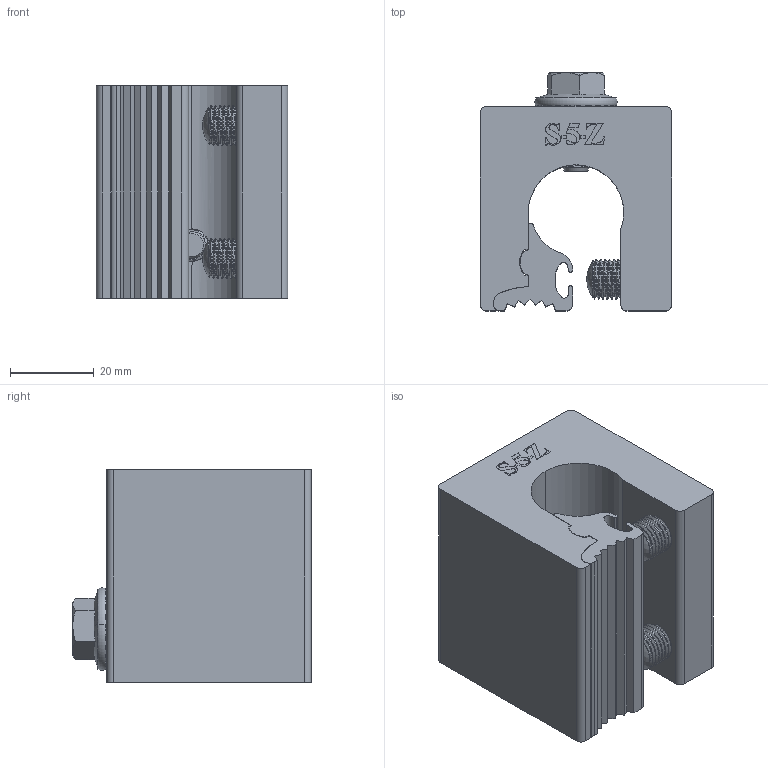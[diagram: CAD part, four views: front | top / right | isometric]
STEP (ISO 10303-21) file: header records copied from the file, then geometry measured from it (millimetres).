
FILE_DESCRIPTION (( 'STEP AP214' ), '1' );
FILE_NAME ('S-5-Z.STEP', '2016-04-14T18:21:45', ( '' ), ( '' ), 'SwSTEP 2.0', 'SolidWorks 2016', '' );
FILE_SCHEMA (( 'AUTOMOTIVE_DESIGN' ));
Length unit declared in the file: inch
Products named in the file (6): M8; S-5-Z Clamp; NONE_1_4; .800 SETSCREW; S-5-Z; NONE_1
Assembly tree (6 placements, depth 3):
  S-5-Z
    S-5-Z Clamp
      NONE_1
      NONE_1_4
    .800 SETSCREW  x2
    M8
Bounding box: 45.72 x 56.99 x 50.8 mm (x, y, z)
Volume: 84635.1 mm3; surface area: 25377.2 mm2
Topology: 5 solids, 5 shells, 866 faces, 2421 edges, 1605 vertices
Faces by surface type: cylinder 337, plane 321, bspline 179, cone 23, sphere 4, torus 2
Entity records: 38580 total; most frequent: CARTESIAN_POINT 21085, ORIENTED_EDGE 4340, DIRECTION 2593, EDGE_CURVE 2170, VERTEX_POINT 1438, LINE 1129, VECTOR 1129, EDGE_LOOP 824
